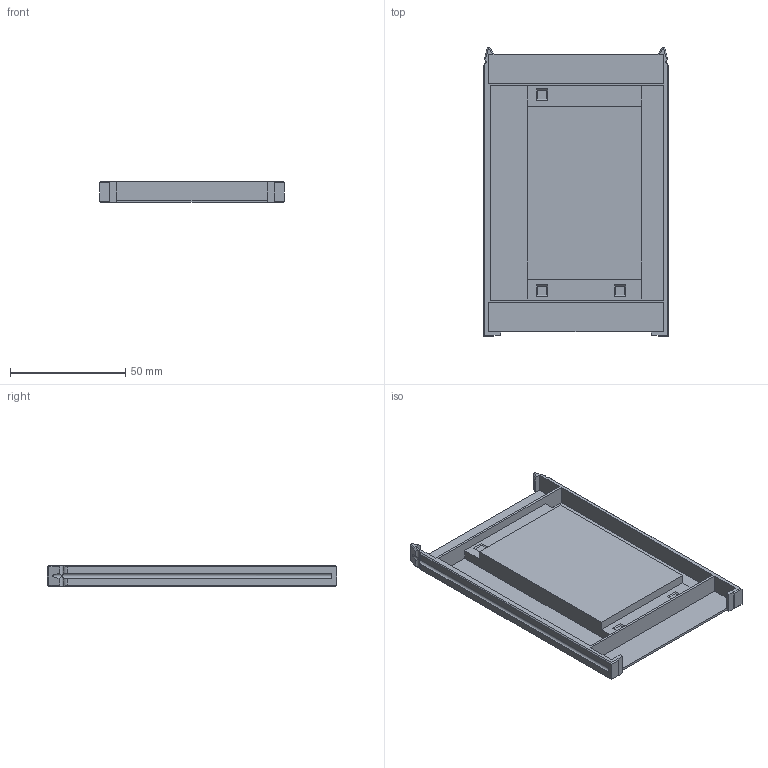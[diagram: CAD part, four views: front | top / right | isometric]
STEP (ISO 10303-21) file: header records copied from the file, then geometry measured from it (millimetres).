
FILE_DESCRIPTION( ( '' ), ' ' );
FILE_NAME( '592b4e86f11ae5108b96b07a.step', '2017-05-28T22:26:15', ( '' ), ( '' ), ' ', ' ', ' ' );
FILE_SCHEMA( ( 'AUTOMOTIVE_DESIGN { 1 0 10303 214 1 1 1 1 }' ) );
Length unit declared in the file: metre
Products named in the file (1): arena_mini_template
Bounding box: 80 x 125.22 x 9 mm (x, y, z)
Volume: 48269.8 mm3; surface area: 28036.2 mm2
Topology: 1 solids, 1 shells, 131 faces, 324 edges, 202 vertices
Faces by surface type: plane 117, cylinder 12, bspline 2
Entity records: 4872 total; most frequent: CARTESIAN_POINT 734, ORIENTED_EDGE 648, DIRECTION 596, EDGE_CURVE 324, LINE 280, VECTOR 280, VERTEX_POINT 202, AXIS2_PLACEMENT_3D 158
